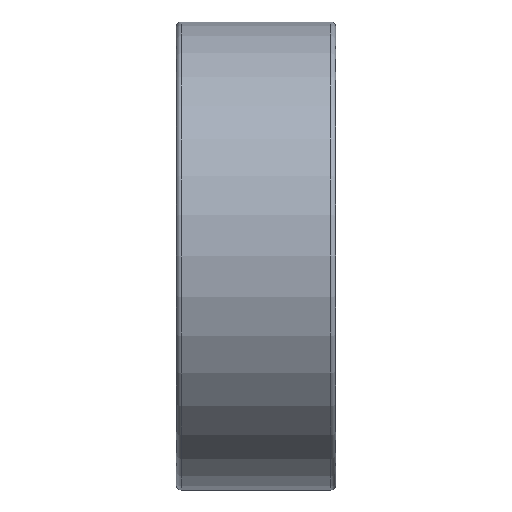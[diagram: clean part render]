
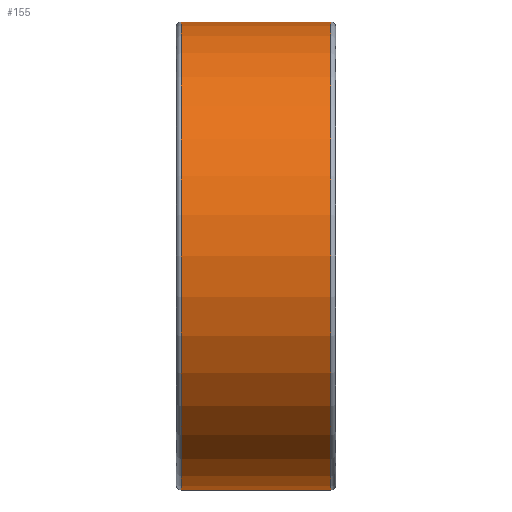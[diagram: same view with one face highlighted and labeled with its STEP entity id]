
A CAD part, left-side view. The second image highlights one B-rep face of the part: STEP entity #155.
In plain terms, the highlighted cylindrical face has radius 24.975 mm (diameter 49.95 mm), a partial arc.
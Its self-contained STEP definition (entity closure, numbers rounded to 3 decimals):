
#3 = AXIS2_PLACEMENT_3D ( 'NONE', #437, #82, #154 ) ;
#12 = AXIS2_PLACEMENT_3D ( 'NONE', #402, #19, #162 ) ;
#19 = DIRECTION ( 'NONE',  ( 0., -1., 0. ) ) ;
#23 = FACE_OUTER_BOUND ( 'NONE', #141, .T. ) ;
#26 = DIRECTION ( 'NONE',  ( 0., -1., 0. ) ) ;
#36 = VERTEX_POINT ( 'NONE', #243 ) ;
#58 = AXIS2_PLACEMENT_3D ( 'NONE', #398, #367, #295 ) ;
#82 = DIRECTION ( 'NONE',  ( 0., 1., 0. ) ) ;
#94 = ORIENTED_EDGE ( 'NONE', *, *, #345, .T. ) ;
#117 = EDGE_CURVE ( 'NONE', #177, #337, #276, .T. ) ;
#127 = CYLINDRICAL_SURFACE ( 'NONE', #12, 24.975 ) ;
#141 = EDGE_LOOP ( 'NONE', ( #258, #94, #222, #199 ) ) ;
#154 = DIRECTION ( 'NONE',  ( 0., 0., 1. ) ) ;
#155 = ADVANCED_FACE ( 'NONE', ( #23 ), #127, .T. ) ;
#162 = DIRECTION ( 'NONE',  ( 0., 0., -1. ) ) ;
#176 = VECTOR ( 'NONE', #198, 1000. ) ;
#177 = VERTEX_POINT ( 'NONE', #194 ) ;
#183 = VECTOR ( 'NONE', #26, 1000. ) ;
#194 = CARTESIAN_POINT ( 'NONE',  ( 0., 16.5, -24.975 ) ) ;
#198 = DIRECTION ( 'NONE',  ( 0., -1., 0. ) ) ;
#199 = ORIENTED_EDGE ( 'NONE', *, *, #334, .T. ) ;
#222 = ORIENTED_EDGE ( 'NONE', *, *, #117, .T. ) ;
#230 = CARTESIAN_POINT ( 'NONE',  ( 0., 0.5, -24.975 ) ) ;
#243 = CARTESIAN_POINT ( 'NONE',  ( 0., 16.5, 24.975 ) ) ;
#258 = ORIENTED_EDGE ( 'NONE', *, *, #438, .F. ) ;
#263 = CIRCLE ( 'NONE', #58, 24.975 ) ;
#276 = LINE ( 'NONE', #332, #176 ) ;
#295 = DIRECTION ( 'NONE',  ( 0., 0., 1. ) ) ;
#298 = CIRCLE ( 'NONE', #3, 24.975 ) ;
#311 = LINE ( 'NONE', #417, #183 ) ;
#332 = CARTESIAN_POINT ( 'NONE',  ( 0., 17., -24.975 ) ) ;
#334 = EDGE_CURVE ( 'NONE', #337, #445, #298, .T. ) ;
#337 = VERTEX_POINT ( 'NONE', #230 ) ;
#345 = EDGE_CURVE ( 'NONE', #36, #177, #263, .T. ) ;
#367 = DIRECTION ( 'NONE',  ( 0., -1., 0. ) ) ;
#384 = CARTESIAN_POINT ( 'NONE',  ( 0., 0.5, 24.975 ) ) ;
#398 = CARTESIAN_POINT ( 'NONE',  ( 0., 16.5, 0. ) ) ;
#402 = CARTESIAN_POINT ( 'NONE',  ( 0., 17., 0. ) ) ;
#417 = CARTESIAN_POINT ( 'NONE',  ( 0., 17., 24.975 ) ) ;
#437 = CARTESIAN_POINT ( 'NONE',  ( 0., 0.5, 0. ) ) ;
#438 = EDGE_CURVE ( 'NONE', #36, #445, #311, .T. ) ;
#445 = VERTEX_POINT ( 'NONE', #384 ) ;
